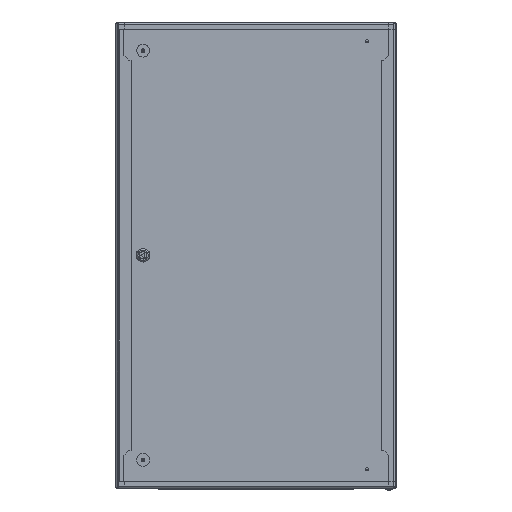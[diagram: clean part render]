
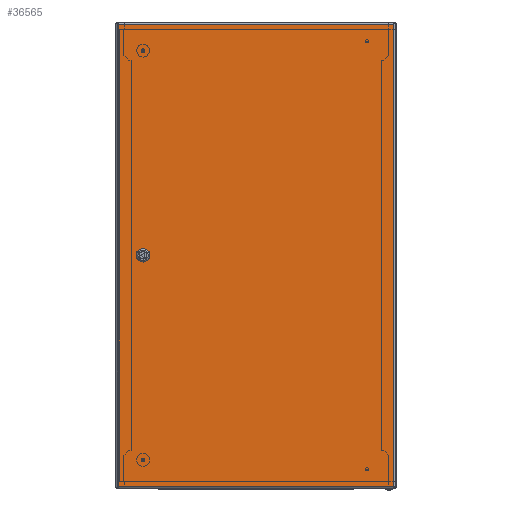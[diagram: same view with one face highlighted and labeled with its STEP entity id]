
A CAD part, top view. The second image highlights one B-rep face of the part: STEP entity #36565.
In plain terms, the highlighted face is planar.
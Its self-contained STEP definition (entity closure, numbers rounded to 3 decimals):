
#64 = CARTESIAN_POINT ( 'NONE',  ( 2492.5, 495.4, -1.4 ) ) ;
#94 = EDGE_CURVE ( 'NONE', #18953, #6667, #60629, .T. ) ;
#511 = DIRECTION ( 'NONE',  ( 0., 0., 1. ) ) ;
#782 = ORIENTED_EDGE ( 'NONE', *, *, #63048, .T. ) ;
#1124 = ORIENTED_EDGE ( 'NONE', *, *, #9797, .T. ) ;
#2730 = EDGE_CURVE ( 'NONE', #44685, #30541, #57940, .T. ) ;
#3144 = VECTOR ( 'NONE', #56815, 1000. ) ;
#4509 = DIRECTION ( 'NONE',  ( 1., 0., 0. ) ) ;
#4880 = VECTOR ( 'NONE', #13644, 1000. ) ;
#5821 = LINE ( 'NONE', #64, #53111 ) ;
#6049 = CARTESIAN_POINT ( 'NONE',  ( 232.25, 4.637, -1.4 ) ) ;
#6667 = VERTEX_POINT ( 'NONE', #13097 ) ;
#7037 = CIRCLE ( 'NONE', #20462, 11.25 ) ;
#7205 = CIRCLE ( 'NONE', #28052, 11.25 ) ;
#7491 = CARTESIAN_POINT ( 'NONE',  ( 252.75, 4.637, -1.4 ) ) ;
#8938 = ORIENTED_EDGE ( 'NONE', *, *, #42808, .T. ) ;
#9192 = DIRECTION ( 'NONE',  ( 0., 0., 1. ) ) ;
#9383 = CARTESIAN_POINT ( 'NONE',  ( 247.137, -10.25, -1.4 ) ) ;
#9664 = ORIENTED_EDGE ( 'NONE', *, *, #35204, .T. ) ;
#9797 = EDGE_CURVE ( 'NONE', #57074, #56679, #7205, .T. ) ;
#11620 = CARTESIAN_POINT ( 'NONE',  ( 242.5, 0., -1.4 ) ) ;
#11983 = AXIS2_PLACEMENT_3D ( 'NONE', #38345, #9192, #32590 ) ;
#12383 = ORIENTED_EDGE ( 'NONE', *, *, #16213, .T. ) ;
#13097 = CARTESIAN_POINT ( 'NONE',  ( 237.863, 10.25, -1.4 ) ) ;
#13644 = DIRECTION ( 'NONE',  ( 0., -1., 0. ) ) ;
#13682 = VERTEX_POINT ( 'NONE', #70205 ) ;
#14376 = CARTESIAN_POINT ( 'NONE',  ( -294.4, 2991., -1.4 ) ) ;
#14943 = PLANE ( 'NONE',  #11983 ) ;
#15128 = VECTOR ( 'NONE', #22694, 1000. ) ;
#15318 = CARTESIAN_POINT ( 'NONE',  ( 252.75, -4.637, -1.4 ) ) ;
#16213 = EDGE_CURVE ( 'NONE', #32774, #57074, #60782, .T. ) ;
#18039 = VECTOR ( 'NONE', #52816, 1000. ) ;
#18138 = CARTESIAN_POINT ( 'NONE',  ( -294.4, 495.4, -1.4 ) ) ;
#18419 = AXIS2_PLACEMENT_3D ( 'NONE', #45859, #27082, #47356 ) ;
#18953 = VERTEX_POINT ( 'NONE', #35010 ) ;
#20145 = CARTESIAN_POINT ( 'NONE',  ( 232.25, 4.637, -1.4 ) ) ;
#20462 = AXIS2_PLACEMENT_3D ( 'NONE', #42845, #42108, #71617 ) ;
#21090 = CARTESIAN_POINT ( 'NONE',  ( 294.4, -495.4, -1.4 ) ) ;
#21958 = VECTOR ( 'NONE', #61148, 1000. ) ;
#22694 = DIRECTION ( 'NONE',  ( 0., -1., 0. ) ) ;
#22854 = VERTEX_POINT ( 'NONE', #9383 ) ;
#22927 = CARTESIAN_POINT ( 'NONE',  ( 247.137, -10.25, -1.4 ) ) ;
#23086 = EDGE_LOOP ( 'NONE', ( #9664, #12383, #1124, #68681, #34155, #782, #8938, #53639 ) ) ;
#23133 = DIRECTION ( 'NONE',  ( 1., 0., 0. ) ) ;
#26029 = EDGE_CURVE ( 'NONE', #66578, #44685, #75206, .T. ) ;
#27082 = DIRECTION ( 'NONE',  ( 0., 0., 1. ) ) ;
#27756 = EDGE_CURVE ( 'NONE', #22854, #57513, #47137, .T. ) ;
#28052 = AXIS2_PLACEMENT_3D ( 'NONE', #11620, #511, #23133 ) ;
#28753 = AXIS2_PLACEMENT_3D ( 'NONE', #55514, #55903, #4509 ) ;
#30541 = VERTEX_POINT ( 'NONE', #62200 ) ;
#30792 = ORIENTED_EDGE ( 'NONE', *, *, #58252, .F. ) ;
#32590 = DIRECTION ( 'NONE',  ( 1., 0., 0. ) ) ;
#32774 = VERTEX_POINT ( 'NONE', #6049 ) ;
#34155 = ORIENTED_EDGE ( 'NONE', *, *, #27756, .T. ) ;
#35010 = CARTESIAN_POINT ( 'NONE',  ( 247.137, 10.25, -1.4 ) ) ;
#35204 = EDGE_CURVE ( 'NONE', #6667, #32774, #7037, .T. ) ;
#36496 = CARTESIAN_POINT ( 'NONE',  ( 247.137, 10.25, -1.4 ) ) ;
#36565 = ADVANCED_FACE ( 'NONE', ( #60601, #67469 ), #14943, .F. ) ;
#38251 = ORIENTED_EDGE ( 'NONE', *, *, #2730, .T. ) ;
#38345 = CARTESIAN_POINT ( 'NONE',  ( 0., 0., -1.4 ) ) ;
#38372 = EDGE_CURVE ( 'NONE', #63205, #30541, #50419, .T. ) ;
#42108 = DIRECTION ( 'NONE',  ( 0., 0., 1. ) ) ;
#42808 = EDGE_CURVE ( 'NONE', #13682, #18953, #51497, .T. ) ;
#42845 = CARTESIAN_POINT ( 'NONE',  ( 242.5, 0., -1.4 ) ) ;
#43126 = DIRECTION ( 'NONE',  ( 0., 1., 0. ) ) ;
#44685 = VERTEX_POINT ( 'NONE', #21090 ) ;
#45859 = CARTESIAN_POINT ( 'NONE',  ( 242.5, 0., -1.4 ) ) ;
#47137 = CIRCLE ( 'NONE', #28753, 11.25 ) ;
#47356 = DIRECTION ( 'NONE',  ( 1., 0., 0. ) ) ;
#50396 = CARTESIAN_POINT ( 'NONE',  ( 237.863, -10.25, -1.4 ) ) ;
#50419 = LINE ( 'NONE', #14376, #21958 ) ;
#50697 = CARTESIAN_POINT ( 'NONE',  ( 232.25, -4.637, -1.4 ) ) ;
#51497 = CIRCLE ( 'NONE', #18419, 11.25 ) ;
#51849 = DIRECTION ( 'NONE',  ( -1., 0., 0. ) ) ;
#52816 = DIRECTION ( 'NONE',  ( 1., 0., 0. ) ) ;
#53111 = VECTOR ( 'NONE', #51849, 1000. ) ;
#53590 = VECTOR ( 'NONE', #65991, 1000. ) ;
#53639 = ORIENTED_EDGE ( 'NONE', *, *, #94, .T. ) ;
#54040 = EDGE_LOOP ( 'NONE', ( #68165, #30792, #69796, #38251 ) ) ;
#55514 = CARTESIAN_POINT ( 'NONE',  ( 242.5, 0., -1.4 ) ) ;
#55903 = DIRECTION ( 'NONE',  ( 0., 0., 1. ) ) ;
#56679 = VERTEX_POINT ( 'NONE', #50396 ) ;
#56815 = DIRECTION ( 'NONE',  ( -1., 0., 0. ) ) ;
#57074 = VERTEX_POINT ( 'NONE', #50697 ) ;
#57184 = CARTESIAN_POINT ( 'NONE',  ( 2492.5, -495.4, -1.4 ) ) ;
#57513 = VERTEX_POINT ( 'NONE', #15318 ) ;
#57940 = LINE ( 'NONE', #57184, #3144 ) ;
#58252 = EDGE_CURVE ( 'NONE', #66578, #63205, #5821, .T. ) ;
#60601 = FACE_OUTER_BOUND ( 'NONE', #54040, .T. ) ;
#60629 = LINE ( 'NONE', #36496, #53590 ) ;
#60782 = LINE ( 'NONE', #20145, #4880 ) ;
#61148 = DIRECTION ( 'NONE',  ( 0., -1., 0. ) ) ;
#62200 = CARTESIAN_POINT ( 'NONE',  ( -294.4, -495.4, -1.4 ) ) ;
#63048 = EDGE_CURVE ( 'NONE', #57513, #13682, #66503, .T. ) ;
#63205 = VERTEX_POINT ( 'NONE', #18138 ) ;
#64113 = CARTESIAN_POINT ( 'NONE',  ( 294.4, 495.4, -1.4 ) ) ;
#65991 = DIRECTION ( 'NONE',  ( -1., 0., 0. ) ) ;
#66503 = LINE ( 'NONE', #7491, #66857 ) ;
#66578 = VERTEX_POINT ( 'NONE', #64113 ) ;
#66857 = VECTOR ( 'NONE', #43126, 1000. ) ;
#67023 = EDGE_CURVE ( 'NONE', #56679, #22854, #69676, .T. ) ;
#67469 = FACE_BOUND ( 'NONE', #23086, .T. ) ;
#68165 = ORIENTED_EDGE ( 'NONE', *, *, #38372, .F. ) ;
#68681 = ORIENTED_EDGE ( 'NONE', *, *, #67023, .T. ) ;
#69676 = LINE ( 'NONE', #22927, #18039 ) ;
#69796 = ORIENTED_EDGE ( 'NONE', *, *, #26029, .T. ) ;
#69828 = CARTESIAN_POINT ( 'NONE',  ( 294.4, 2991., -1.4 ) ) ;
#70205 = CARTESIAN_POINT ( 'NONE',  ( 252.75, 4.637, -1.4 ) ) ;
#71617 = DIRECTION ( 'NONE',  ( 1., 0., 0. ) ) ;
#75206 = LINE ( 'NONE', #69828, #15128 ) ;
